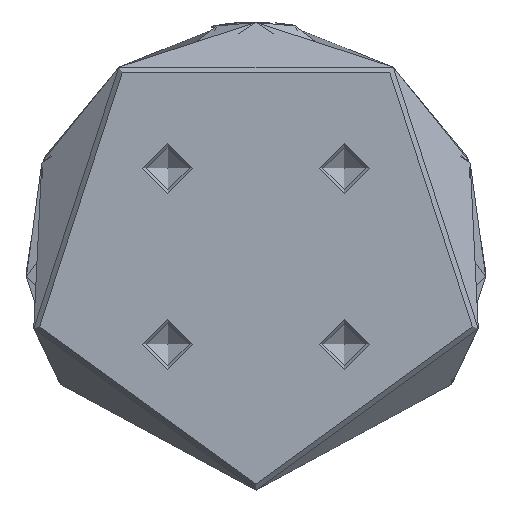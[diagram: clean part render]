
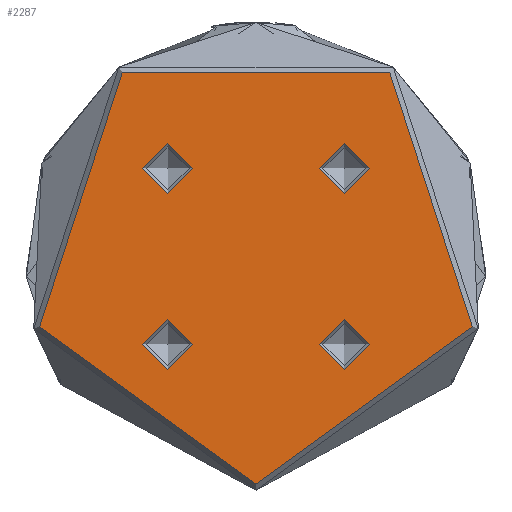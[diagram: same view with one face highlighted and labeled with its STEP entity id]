
A CAD part, front view. The second image highlights one B-rep face of the part: STEP entity #2287.
In plain terms, the highlighted face is planar.
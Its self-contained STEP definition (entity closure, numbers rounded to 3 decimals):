
#15 = CIRCLE ( 'NONE', #664, 4.025 ) ;
#105 = CARTESIAN_POINT ( 'NONE',  ( -14.142, 14.142, 0. ) ) ;
#109 = DIRECTION ( 'NONE',  ( 0., 0., 1. ) ) ;
#282 = DIRECTION ( 'NONE',  ( 1., 0., 0. ) ) ;
#400 = AXIS2_PLACEMENT_3D ( 'NONE', #2589, #109, #3021 ) ;
#498 = DIRECTION ( 'NONE',  ( 1., 0., 0. ) ) ;
#661 = DIRECTION ( 'NONE',  ( 0., 0., 1. ) ) ;
#664 = AXIS2_PLACEMENT_3D ( 'NONE', #5258, #2778, #282 ) ;
#683 = EDGE_CURVE ( 'NONE', #3727, #3727, #4014, .T. ) ;
#743 = AXIS2_PLACEMENT_3D ( 'NONE', #105, #3017, #498 ) ;
#995 = EDGE_LOOP ( 'NONE', ( #3899 ) ) ;
#1058 = ORIENTED_EDGE ( 'NONE', *, *, #683, .T. ) ;
#1311 = DIRECTION ( 'NONE',  ( 0., 0., -1. ) ) ;
#1333 = CARTESIAN_POINT ( 'NONE',  ( -14.142, -14.142, 0. ) ) ;
#1503 = CARTESIAN_POINT ( 'NONE',  ( 18.167, 14.142, 0. ) ) ;
#1520 = EDGE_LOOP ( 'NONE', ( #2029 ) ) ;
#1748 = DIRECTION ( 'NONE',  ( 1., 0., 0. ) ) ;
#1955 = AXIS2_PLACEMENT_3D ( 'NONE', #3840, #1311, #4254 ) ;
#1971 = EDGE_CURVE ( 'NONE', #3335, #3335, #15, .T. ) ;
#2029 = ORIENTED_EDGE ( 'NONE', *, *, #1971, .F. ) ;
#2124 = PLANE ( 'NONE',  #1955 ) ;
#2125 = VERTEX_POINT ( 'NONE', #2798 ) ;
#2133 = VERTEX_POINT ( 'NONE', #2781 ) ;
#2265 = VERTEX_POINT ( 'NONE', #4461 ) ;
#2287 = ADVANCED_FACE ( 'NONE', ( #4810, #4882, #4820, #4812, #5013 ), #2124, .F. ) ;
#2589 = CARTESIAN_POINT ( 'NONE',  ( 14.142, -14.142, 0. ) ) ;
#2605 = ORIENTED_EDGE ( 'NONE', *, *, #5328, .F. ) ;
#2778 = DIRECTION ( 'NONE',  ( 0., 0., 1. ) ) ;
#2781 = CARTESIAN_POINT ( 'NONE',  ( -10.117, -14.142, 0. ) ) ;
#2798 = CARTESIAN_POINT ( 'NONE',  ( 18.167, -14.142, 0. ) ) ;
#2805 = CIRCLE ( 'NONE', #4832, 4.025 ) ;
#2835 = ORIENTED_EDGE ( 'NONE', *, *, #4597, .F. ) ;
#2864 = CIRCLE ( 'NONE', #400, 4.025 ) ;
#2974 = EDGE_LOOP ( 'NONE', ( #2835 ) ) ;
#3011 = EDGE_CURVE ( 'NONE', #2133, #2133, #2805, .T. ) ;
#3017 = DIRECTION ( 'NONE',  ( 0., 0., 1. ) ) ;
#3021 = DIRECTION ( 'NONE',  ( 1., 0., 0. ) ) ;
#3181 = CARTESIAN_POINT ( 'NONE',  ( 0., 0., 0. ) ) ;
#3186 = CARTESIAN_POINT ( 'NONE',  ( 0., -36.5, 0. ) ) ;
#3335 = VERTEX_POINT ( 'NONE', #1503 ) ;
#3612 = DIRECTION ( 'NONE',  ( 0., -1., 0. ) ) ;
#3641 = EDGE_LOOP ( 'NONE', ( #1058 ) ) ;
#3727 = VERTEX_POINT ( 'NONE', #3186 ) ;
#3840 = CARTESIAN_POINT ( 'NONE',  ( 0., 36.5, 0. ) ) ;
#3899 = ORIENTED_EDGE ( 'NONE', *, *, #3011, .F. ) ;
#4014 = CIRCLE ( 'NONE', #4639, 36.5 ) ;
#4254 = DIRECTION ( 'NONE',  ( 0., 1., 0. ) ) ;
#4279 = DIRECTION ( 'NONE',  ( 0., 0., 1. ) ) ;
#4461 = CARTESIAN_POINT ( 'NONE',  ( -10.117, 14.142, 0. ) ) ;
#4597 = EDGE_CURVE ( 'NONE', #2265, #2265, #4872, .T. ) ;
#4639 = AXIS2_PLACEMENT_3D ( 'NONE', #3181, #661, #3612 ) ;
#4711 = EDGE_LOOP ( 'NONE', ( #2605 ) ) ;
#4810 = FACE_BOUND ( 'NONE', #2974, .T. ) ;
#4812 = FACE_BOUND ( 'NONE', #995, .T. ) ;
#4820 = FACE_BOUND ( 'NONE', #4711, .T. ) ;
#4832 = AXIS2_PLACEMENT_3D ( 'NONE', #1333, #4279, #1748 ) ;
#4872 = CIRCLE ( 'NONE', #743, 4.025 ) ;
#4882 = FACE_BOUND ( 'NONE', #1520, .T. ) ;
#5013 = FACE_OUTER_BOUND ( 'NONE', #3641, .T. ) ;
#5258 = CARTESIAN_POINT ( 'NONE',  ( 14.142, 14.142, 0. ) ) ;
#5328 = EDGE_CURVE ( 'NONE', #2125, #2125, #2864, .T. ) ;
